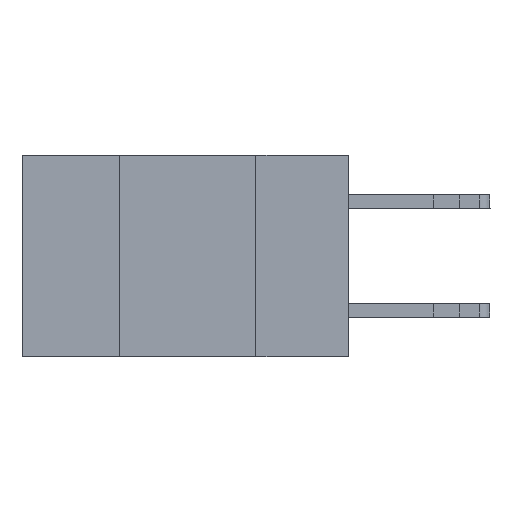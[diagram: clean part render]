
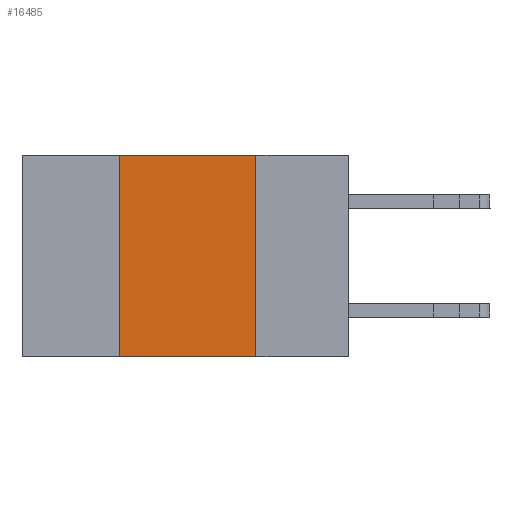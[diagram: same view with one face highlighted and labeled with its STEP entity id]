
A CAD part, left-side view. The second image highlights one B-rep face of the part: STEP entity #16485.
In plain terms, the highlighted planar face has unit normal (-1, 0, 0).
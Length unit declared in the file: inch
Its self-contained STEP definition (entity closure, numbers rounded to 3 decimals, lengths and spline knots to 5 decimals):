
#33 = LINE ( 'NONE', #9901, #4156 ) ;
#93 = VECTOR ( 'NONE', #6707, 39.37008 ) ;
#745 = EDGE_LOOP ( 'NONE', ( #15712, #16424, #10303, #14147 ) ) ;
#797 = CARTESIAN_POINT ( 'NONE',  ( 0., 0.6, 0. ) ) ;
#1072 = CARTESIAN_POINT ( 'NONE',  ( 0., 0.42, 0. ) ) ;
#1437 = DIRECTION ( 'NONE',  ( 0., -1., 0. ) ) ;
#2351 = VECTOR ( 'NONE', #1437, 39.37008 ) ;
#2352 = EDGE_CURVE ( 'NONE', #13704, #10534, #11950, .T. ) ;
#2674 = CARTESIAN_POINT ( 'NONE',  ( 0., 0.17, -0.37 ) ) ;
#3775 = EDGE_CURVE ( 'NONE', #10534, #10172, #11800, .T. ) ;
#4156 = VECTOR ( 'NONE', #5503, 39.37008 ) ;
#4457 = EDGE_CURVE ( 'NONE', #10172, #17938, #33, .T. ) ;
#4811 = CARTESIAN_POINT ( 'NONE',  ( 0., 0.17, 0. ) ) ;
#5486 = DIRECTION ( 'NONE',  ( 0., 0., -1. ) ) ;
#5503 = DIRECTION ( 'NONE',  ( 0., 0., -1. ) ) ;
#5820 = AXIS2_PLACEMENT_3D ( 'NONE', #13983, #17996, #5486 ) ;
#6484 = CARTESIAN_POINT ( 'NONE',  ( 0., 0.42, -0.37 ) ) ;
#6707 = DIRECTION ( 'NONE',  ( 0., 0., 1. ) ) ;
#9205 = CARTESIAN_POINT ( 'NONE',  ( 0., 0.42, -0.37 ) ) ;
#9773 = CARTESIAN_POINT ( 'NONE',  ( 0., 0.6, -0.37 ) ) ;
#9901 = CARTESIAN_POINT ( 'NONE',  ( 0., 0.17, -0.37 ) ) ;
#10172 = VERTEX_POINT ( 'NONE', #4811 ) ;
#10303 = ORIENTED_EDGE ( 'NONE', *, *, #2352, .F. ) ;
#10534 = VERTEX_POINT ( 'NONE', #1072 ) ;
#11147 = LINE ( 'NONE', #9773, #2351 ) ;
#11260 = FACE_OUTER_BOUND ( 'NONE', #745, .T. ) ;
#11800 = LINE ( 'NONE', #797, #14415 ) ;
#11950 = LINE ( 'NONE', #9205, #93 ) ;
#13704 = VERTEX_POINT ( 'NONE', #6484 ) ;
#13983 = CARTESIAN_POINT ( 'NONE',  ( 0., 0.6, 0. ) ) ;
#14147 = ORIENTED_EDGE ( 'NONE', *, *, #16994, .T. ) ;
#14415 = VECTOR ( 'NONE', #14521, 39.37008 ) ;
#14521 = DIRECTION ( 'NONE',  ( 0., -1., 0. ) ) ;
#15712 = ORIENTED_EDGE ( 'NONE', *, *, #4457, .F. ) ;
#16424 = ORIENTED_EDGE ( 'NONE', *, *, #3775, .F. ) ;
#16485 = ADVANCED_FACE ( 'NONE', ( #11260 ), #16531, .F. ) ;
#16531 = PLANE ( 'NONE',  #5820 ) ;
#16994 = EDGE_CURVE ( 'NONE', #13704, #17938, #11147, .T. ) ;
#17938 = VERTEX_POINT ( 'NONE', #2674 ) ;
#17996 = DIRECTION ( 'NONE',  ( 1., 0., 0. ) ) ;
